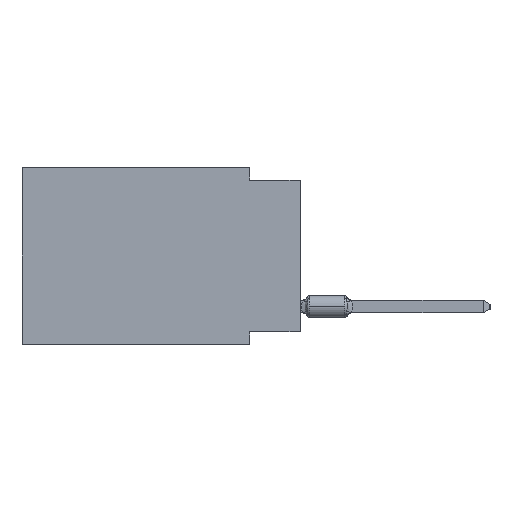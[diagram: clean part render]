
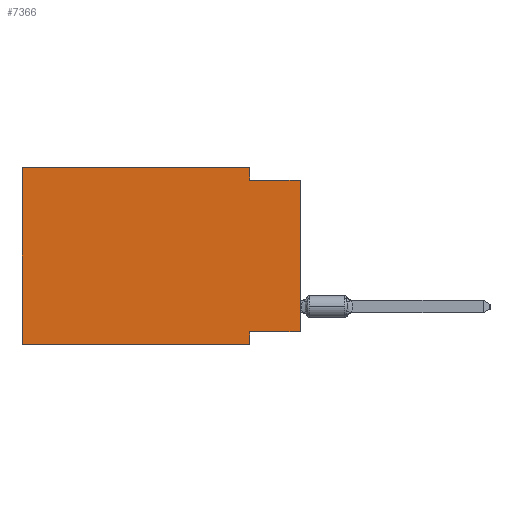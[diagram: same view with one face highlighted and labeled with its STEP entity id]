
A CAD part, left-side view. The second image highlights one B-rep face of the part: STEP entity #7366.
In plain terms, the highlighted planar face has unit normal (-1, 0, 0).
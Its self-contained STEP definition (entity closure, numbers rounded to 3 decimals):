
#391 = VERTEX_POINT ( 'NONE', #8266 ) ;
#1357 = EDGE_CURVE ( 'NONE', #391, #38967, #64086, .T. ) ;
#1571 = DIRECTION ( 'NONE',  ( 0., -1., 0. ) ) ;
#1794 = ORIENTED_EDGE ( 'NONE', *, *, #57769, .F. ) ;
#2187 = EDGE_CURVE ( 'NONE', #391, #44324, #5580, .T. ) ;
#3359 = FACE_OUTER_BOUND ( 'NONE', #51910, .T. ) ;
#4150 = VECTOR ( 'NONE', #33977, 1000. ) ;
#5014 = ORIENTED_EDGE ( 'NONE', *, *, #26424, .F. ) ;
#5107 = VECTOR ( 'NONE', #68373, 1000. ) ;
#5339 = CARTESIAN_POINT ( 'NONE',  ( 0., 2.54, -0.635 ) ) ;
#5580 = LINE ( 'NONE', #55320, #38384 ) ;
#7366 = ADVANCED_FACE ( 'NONE', ( #3359 ), #25663, .F. ) ;
#8266 = CARTESIAN_POINT ( 'NONE',  ( 0., 13.97, -8.89 ) ) ;
#9914 = CARTESIAN_POINT ( 'NONE',  ( 0., 2.54, -8.89 ) ) ;
#10773 = DIRECTION ( 'NONE',  ( 0., -1., 0. ) ) ;
#10879 = VECTOR ( 'NONE', #34064, 1000. ) ;
#11398 = CARTESIAN_POINT ( 'NONE',  ( 0., 0., -8.255 ) ) ;
#11557 = VECTOR ( 'NONE', #1571, 1000. ) ;
#11754 = ORIENTED_EDGE ( 'NONE', *, *, #27625, .F. ) ;
#12598 = VECTOR ( 'NONE', #10773, 1000. ) ;
#13850 = CARTESIAN_POINT ( 'NONE',  ( 0., 2.54, -8.89 ) ) ;
#13967 = CARTESIAN_POINT ( 'NONE',  ( 0., 13.97, -8.89 ) ) ;
#14974 = EDGE_CURVE ( 'NONE', #25147, #34512, #61888, .T. ) ;
#15407 = CARTESIAN_POINT ( 'NONE',  ( 0., 13.97, 0. ) ) ;
#18454 = CARTESIAN_POINT ( 'NONE',  ( 0., 2.54, 0. ) ) ;
#18541 = ORIENTED_EDGE ( 'NONE', *, *, #1357, .T. ) ;
#19378 = EDGE_CURVE ( 'NONE', #44324, #50787, #42450, .T. ) ;
#22804 = VECTOR ( 'NONE', #54508, 1000. ) ;
#23996 = EDGE_CURVE ( 'NONE', #25147, #54125, #44679, .T. ) ;
#25147 = VERTEX_POINT ( 'NONE', #38721 ) ;
#25663 = PLANE ( 'NONE',  #60402 ) ;
#26424 = EDGE_CURVE ( 'NONE', #54125, #38967, #57755, .T. ) ;
#27160 = DIRECTION ( 'NONE',  ( 0., 0., 1. ) ) ;
#27625 = EDGE_CURVE ( 'NONE', #50787, #60808, #52692, .T. ) ;
#28508 = CARTESIAN_POINT ( 'NONE',  ( 0., 13.97, 0. ) ) ;
#28625 = CARTESIAN_POINT ( 'NONE',  ( 0., 13.97, 0. ) ) ;
#29113 = CARTESIAN_POINT ( 'NONE',  ( 0., 0., -0.635 ) ) ;
#33977 = DIRECTION ( 'NONE',  ( 0., -1., 0. ) ) ;
#34064 = DIRECTION ( 'NONE',  ( 0., 0., 1. ) ) ;
#34512 = VERTEX_POINT ( 'NONE', #29113 ) ;
#38384 = VECTOR ( 'NONE', #27160, 1000. ) ;
#38721 = CARTESIAN_POINT ( 'NONE',  ( 0., 0., -8.255 ) ) ;
#38967 = VERTEX_POINT ( 'NONE', #9914 ) ;
#40338 = LINE ( 'NONE', #53122, #11557 ) ;
#42450 = LINE ( 'NONE', #28508, #4150 ) ;
#43144 = CARTESIAN_POINT ( 'NONE',  ( 0., 2.54, 0. ) ) ;
#44324 = VERTEX_POINT ( 'NONE', #28625 ) ;
#44679 = LINE ( 'NONE', #11398, #51615 ) ;
#46504 = CARTESIAN_POINT ( 'NONE',  ( 0., 0., 0. ) ) ;
#48059 = CARTESIAN_POINT ( 'NONE',  ( 0., 2.54, -8.255 ) ) ;
#50787 = VERTEX_POINT ( 'NONE', #18454 ) ;
#51615 = VECTOR ( 'NONE', #61160, 1000. ) ;
#51910 = EDGE_LOOP ( 'NONE', ( #56761, #1794, #11754, #67340, #70509, #18541, #5014, #68384 ) ) ;
#52692 = LINE ( 'NONE', #43144, #22804 ) ;
#53122 = CARTESIAN_POINT ( 'NONE',  ( 0., 0., -0.635 ) ) ;
#54125 = VERTEX_POINT ( 'NONE', #48059 ) ;
#54508 = DIRECTION ( 'NONE',  ( 0., 0., -1. ) ) ;
#55320 = CARTESIAN_POINT ( 'NONE',  ( 0., 13.97, 0. ) ) ;
#56761 = ORIENTED_EDGE ( 'NONE', *, *, #14974, .T. ) ;
#57755 = LINE ( 'NONE', #13850, #5107 ) ;
#57769 = EDGE_CURVE ( 'NONE', #60808, #34512, #40338, .T. ) ;
#60402 = AXIS2_PLACEMENT_3D ( 'NONE', #15407, #71738, #60761 ) ;
#60761 = DIRECTION ( 'NONE',  ( 0., 0., -1. ) ) ;
#60808 = VERTEX_POINT ( 'NONE', #5339 ) ;
#61160 = DIRECTION ( 'NONE',  ( 0., 1., 0. ) ) ;
#61888 = LINE ( 'NONE', #46504, #10879 ) ;
#64086 = LINE ( 'NONE', #13967, #12598 ) ;
#67340 = ORIENTED_EDGE ( 'NONE', *, *, #19378, .F. ) ;
#68373 = DIRECTION ( 'NONE',  ( 0., 0., -1. ) ) ;
#68384 = ORIENTED_EDGE ( 'NONE', *, *, #23996, .F. ) ;
#70509 = ORIENTED_EDGE ( 'NONE', *, *, #2187, .F. ) ;
#71738 = DIRECTION ( 'NONE',  ( 1., 0., 0. ) ) ;
